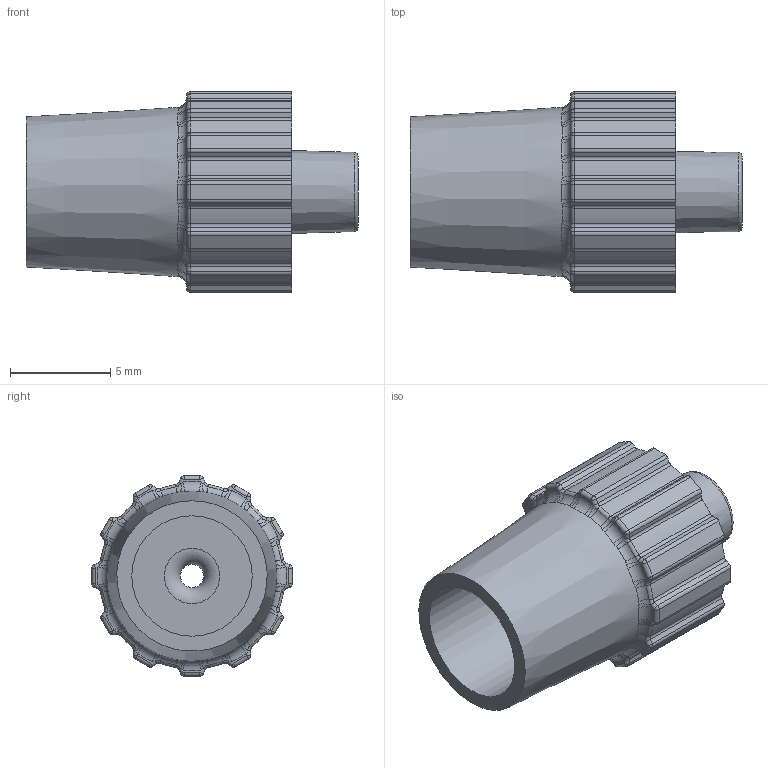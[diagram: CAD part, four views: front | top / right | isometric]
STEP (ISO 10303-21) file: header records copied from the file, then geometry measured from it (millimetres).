
FILE_DESCRIPTION(/* description */ ('STEP AP242','CAx-IF Rec.Pracs.---Representation and Presentation of Product Manufacturing Information (PMI)---4.0---2014-10-13','CAx-IF Rec.Pracs.---3D Tessellated Geometry---0.4---2014-09-14','2;1'),/* implementation_level */ '2;1');
FILE_NAME(/* name */ '680c4760eaed1f50e41bc956',/* time_stamp */ '2025-04-26T02:39:29Z',/* author */ (''),/* organization */ (''),/* preprocessor_version */ 'ST-DEVELOPER v20',/* originating_system */ 'ONSHAPE BY PTC INC, 1.197',/* authorisation */ ' ');
FILE_SCHEMA (('AP242_MANAGED_MODEL_BASED_3D_ENGINEERING_MIM_LF { 1 0 10303 442 1 1 4 }'));
Length unit declared in the file: metre
Products named in the file (1): Part 1
Bounding box: 16.55 x 10 x 10 mm (x, y, z)
Volume: 441.9 mm3; surface area: 917.9 mm2
Topology: 1 solids, 1 shells, 298 faces, 707 edges, 391 vertices
Faces by surface type: cylinder 102, torus 64, plane 54, bspline 52, sphere 24, cone 2
Full cylindrical faces by diameter (mm): 2.362 x1, 6 x1
Entity records: 9557 total; most frequent: CARTESIAN_POINT 3072, DIRECTION 1410, ORIENTED_EDGE 1344, EDGE_CURVE 672, AXIS2_PLACEMENT_3D 603, VERTEX_POINT 388, CIRCLE 356, EDGE_LOOP 312
